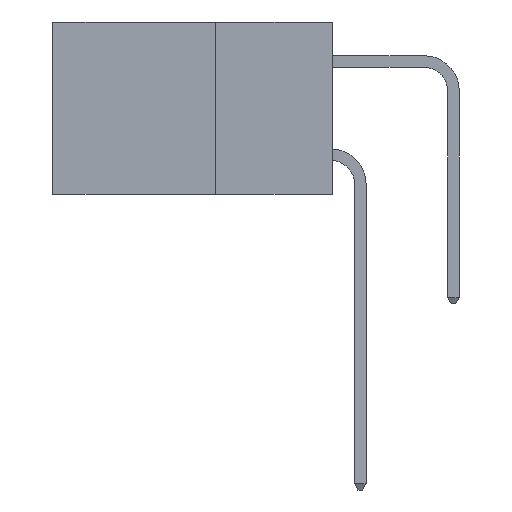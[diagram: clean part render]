
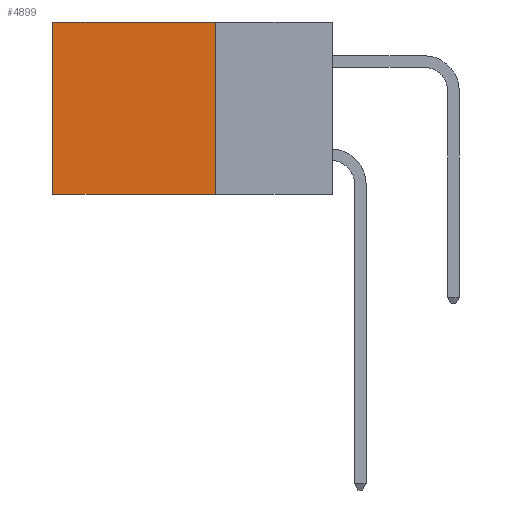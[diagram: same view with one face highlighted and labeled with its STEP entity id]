
A CAD part, left-side view. The second image highlights one B-rep face of the part: STEP entity #4899.
In plain terms, the highlighted planar face has unit normal (-1, 0, 0).
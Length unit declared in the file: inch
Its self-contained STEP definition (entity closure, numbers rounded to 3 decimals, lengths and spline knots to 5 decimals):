
#343 = VERTEX_POINT ( 'NONE', #6576 ) ;
#778 = ORIENTED_EDGE ( 'NONE', *, *, #3601, .T. ) ;
#917 = DIRECTION ( 'NONE',  ( 0., 1., 0. ) ) ;
#1134 = LINE ( 'NONE', #3086, #16603 ) ;
#2701 = LINE ( 'NONE', #5244, #17474 ) ;
#2883 = DIRECTION ( 'NONE',  ( 0., 1., 0. ) ) ;
#3001 = AXIS2_PLACEMENT_3D ( 'NONE', #17075, #19023, #7175 ) ;
#3086 = CARTESIAN_POINT ( 'NONE',  ( 0.2615, 0.6, -0.37 ) ) ;
#3601 = EDGE_CURVE ( 'NONE', #343, #12270, #1134, .T. ) ;
#3982 = ORIENTED_EDGE ( 'NONE', *, *, #9949, .T. ) ;
#4899 = ADVANCED_FACE ( 'NONE', ( #6837 ), #13176, .F. ) ;
#5185 = DIRECTION ( 'NONE',  ( 0., 0., -1. ) ) ;
#5244 = CARTESIAN_POINT ( 'NONE',  ( 0.2615, 0.25, -0.37 ) ) ;
#5958 = ORIENTED_EDGE ( 'NONE', *, *, #12618, .F. ) ;
#6576 = CARTESIAN_POINT ( 'NONE',  ( 0.2615, 0.6, 0. ) ) ;
#6837 = FACE_OUTER_BOUND ( 'NONE', #22526, .T. ) ;
#7039 = CARTESIAN_POINT ( 'NONE',  ( 0.2615, 0.25, -0.37 ) ) ;
#7175 = DIRECTION ( 'NONE',  ( 0., 0., -1. ) ) ;
#8260 = ORIENTED_EDGE ( 'NONE', *, *, #8684, .F. ) ;
#8684 = EDGE_CURVE ( 'NONE', #23103, #12270, #15120, .T. ) ;
#9949 = EDGE_CURVE ( 'NONE', #11426, #343, #17490, .T. ) ;
#10438 = CARTESIAN_POINT ( 'NONE',  ( 0.2615, 0.25, -0.37 ) ) ;
#11276 = DIRECTION ( 'NONE',  ( 0., 0., -1. ) ) ;
#11426 = VERTEX_POINT ( 'NONE', #13345 ) ;
#12270 = VERTEX_POINT ( 'NONE', #14304 ) ;
#12618 = EDGE_CURVE ( 'NONE', #11426, #23103, #2701, .T. ) ;
#13176 = PLANE ( 'NONE',  #3001 ) ;
#13345 = CARTESIAN_POINT ( 'NONE',  ( 0.2615, 0.25, 0. ) ) ;
#14304 = CARTESIAN_POINT ( 'NONE',  ( 0.2615, 0.6, -0.37 ) ) ;
#15120 = LINE ( 'NONE', #7039, #24823 ) ;
#16603 = VECTOR ( 'NONE', #5185, 39.37008 ) ;
#17075 = CARTESIAN_POINT ( 'NONE',  ( 0.2615, 0.25, -0.37 ) ) ;
#17474 = VECTOR ( 'NONE', #11276, 39.37008 ) ;
#17490 = LINE ( 'NONE', #24758, #22618 ) ;
#19023 = DIRECTION ( 'NONE',  ( 1., 0., 0. ) ) ;
#22526 = EDGE_LOOP ( 'NONE', ( #778, #8260, #5958, #3982 ) ) ;
#22618 = VECTOR ( 'NONE', #917, 39.37008 ) ;
#23103 = VERTEX_POINT ( 'NONE', #10438 ) ;
#24758 = CARTESIAN_POINT ( 'NONE',  ( 0.2615, 0.25, 0. ) ) ;
#24823 = VECTOR ( 'NONE', #2883, 39.37008 ) ;
